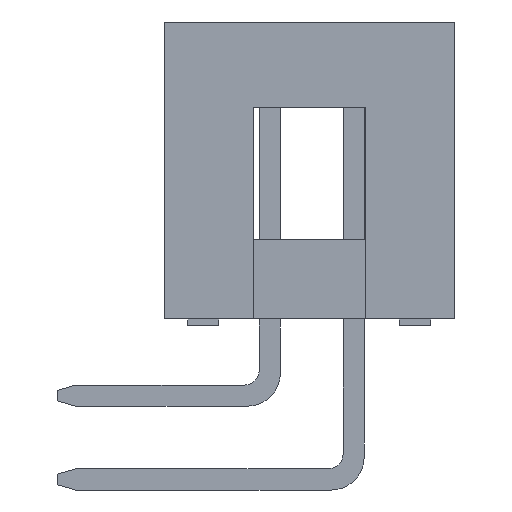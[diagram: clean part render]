
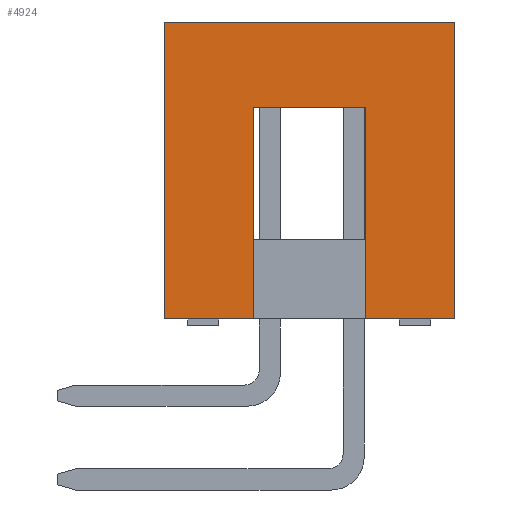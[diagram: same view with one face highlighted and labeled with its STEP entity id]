
A CAD part, left-side view. The second image highlights one B-rep face of the part: STEP entity #4924.
In plain terms, the highlighted planar face has unit normal (-1, 0, 0).
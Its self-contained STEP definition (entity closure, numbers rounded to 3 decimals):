
#2364=EDGE_CURVE('',#5622,#3016,#6785,.T.);
#2874=EDGE_CURVE('',#3016,#4968,#7336,.T.);
#2908=EDGE_CURVE('',#4968,#6306,#7372,.T.);
#3016=VERTEX_POINT('',#7495);
#3050=VERTEX_POINT('',#7531);
#3128=VERTEX_POINT('',#7617);
#3276=EDGE_CURVE('',#5622,#3050,#7779,.T.);
#3322=VERTEX_POINT('',#7826);
#3542=EDGE_CURVE('',#3322,#3128,#8071,.T.);
#4384=VERTEX_POINT('',#9002);
#4924=ADVANCED_FACE('',(#9584),#9585,.F.);
#4968=VERTEX_POINT('',#9631);
#4996=EDGE_CURVE('',#3322,#3050,#9660,.T.);
#5134=EDGE_CURVE('',#3128,#4384,#9810,.T.);
#5328=EDGE_CURVE('',#4384,#6306,#10023,.T.);
#5622=VERTEX_POINT('',#10349);
#6306=VERTEX_POINT('',#11131);
#6785=LINE('',#11701,#11702);
#7336=LINE('',#12495,#12496);
#7372=LINE('',#12546,#12547);
#7495=CARTESIAN_POINT('',(-16.51,-4.4,9.0));
#7531=CARTESIAN_POINT('',(-16.51,4.4,0.0));
#7617=CARTESIAN_POINT('',(-16.51,1.7,6.4));
#7779=LINE('',#13119,#13120);
#7826=CARTESIAN_POINT('',(-16.51,1.7,0.0));
#8071=LINE('',#13529,#13530);
#9002=CARTESIAN_POINT('',(-16.51,-1.7,6.4));
#9584=FACE_OUTER_BOUND('',#15750,.T.);
#9585=PLANE('',#15751);
#9631=CARTESIAN_POINT('',(-16.51,-4.4,0.0));
#9660=LINE('',#15859,#15860);
#9810=LINE('',#16067,#16068);
#10023=LINE('',#16359,#16360);
#10349=CARTESIAN_POINT('',(-16.51,4.4,9.0));
#11131=CARTESIAN_POINT('',(-16.51,-1.7,0.0));
#11701=CARTESIAN_POINT('',(-16.51,0.0,9.0));
#11702=VECTOR('',#18560,1.0);
#12495=CARTESIAN_POINT('',(-16.51,-4.4,4.5));
#12496=VECTOR('',#19054,1.0);
#12546=CARTESIAN_POINT('',(-16.51,0.0,0.0));
#12547=VECTOR('',#19080,1.0);
#13119=CARTESIAN_POINT('',(-16.51,4.4,4.5));
#13120=VECTOR('',#19529,1.0);
#13529=CARTESIAN_POINT('',(-16.51,1.7,3.825));
#13530=VECTOR('',#19841,1.0);
#15750=EDGE_LOOP('',(#21341,#21342,#21343,#21344,#21345,#21346,#21347,#21348));
#15751=AXIS2_PLACEMENT_3D('',#21349,#21350,#21351);
#15859=CARTESIAN_POINT('',(-16.51,0.0,0.0));
#15860=VECTOR('',#21397,1.0);
#16067=CARTESIAN_POINT('',(-16.51,0.0,6.4));
#16068=VECTOR('',#21546,1.0);
#16359=CARTESIAN_POINT('',(-16.51,-1.7,3.825));
#16360=VECTOR('',#21764,1.0);
#18560=DIRECTION('',(0.0,-1.0,0.0));
#19054=DIRECTION('',(0.0,0.0,-1.0));
#19080=DIRECTION('',(0.0,1.0,0.0));
#19529=DIRECTION('',(0.0,0.0,-1.0));
#19841=DIRECTION('',(-0.0,0.0,1.0));
#21341=ORIENTED_EDGE('',*,*,#5328,.T.);
#21342=ORIENTED_EDGE('',*,*,#2908,.F.);
#21343=ORIENTED_EDGE('',*,*,#2874,.F.);
#21344=ORIENTED_EDGE('',*,*,#2364,.F.);
#21345=ORIENTED_EDGE('',*,*,#3276,.T.);
#21346=ORIENTED_EDGE('',*,*,#4996,.F.);
#21347=ORIENTED_EDGE('',*,*,#3542,.T.);
#21348=ORIENTED_EDGE('',*,*,#5134,.T.);
#21349=CARTESIAN_POINT('',(-16.51,0.0,4.5));
#21350=DIRECTION('',(1.0,0.0,0.0));
#21351=DIRECTION('',(0.0,0.0,-1.0));
#21397=DIRECTION('',(0.0,1.0,0.0));
#21546=DIRECTION('',(0.0,-1.0,0.0));
#21764=DIRECTION('',(0.0,0.0,-1.0));
